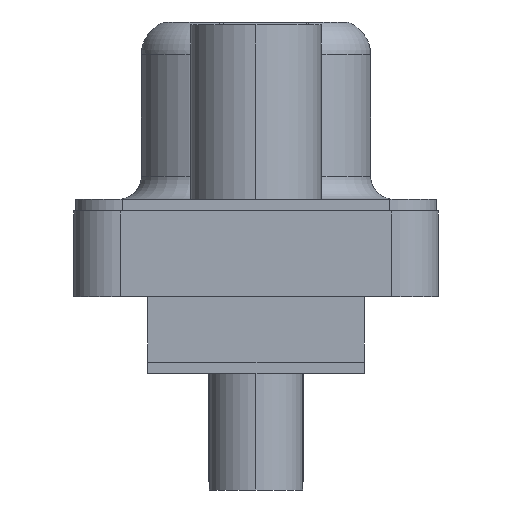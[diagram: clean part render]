
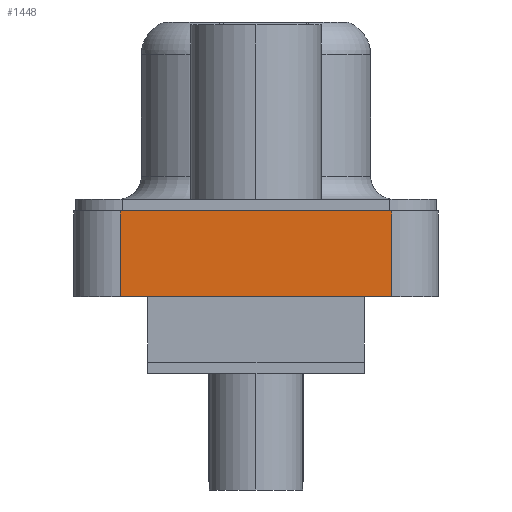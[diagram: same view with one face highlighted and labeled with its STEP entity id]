
A CAD part, left-side view. The second image highlights one B-rep face of the part: STEP entity #1448.
In plain terms, the highlighted planar face has unit normal (-1, 0, 0).
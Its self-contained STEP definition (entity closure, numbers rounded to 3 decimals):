
#494=CARTESIAN_POINT('',(-19.66,4.675,5.6));
#495=VERTEX_POINT('',#494);
#513=CARTESIAN_POINT('',(-19.66,4.675,2.65));
#514=VERTEX_POINT('',#513);
#522=CARTESIAN_POINT('',(-19.66,4.675,2.65));
#523=DIRECTION('',(0.0,0.0,1.0));
#524=VECTOR('',#523,2.95);
#525=LINE('',#522,#524);
#526=EDGE_CURVE('',#514,#495,#525,.T.);
#1399=CARTESIAN_POINT('',(-19.66,-4.675,5.6));
#1400=VERTEX_POINT('',#1399);
#1408=CARTESIAN_POINT('',(-19.66,-4.675,2.65));
#1409=VERTEX_POINT('',#1408);
#1410=CARTESIAN_POINT('',(-19.66,-4.675,2.65));
#1411=DIRECTION('',(0.0,0.0,1.0));
#1412=VECTOR('',#1411,2.95);
#1413=LINE('',#1410,#1412);
#1414=EDGE_CURVE('',#1409,#1400,#1413,.T.);
#1427=CARTESIAN_POINT('',(-19.66,-4.675,2.65));
#1428=DIRECTION('',(-1.0,0.0,0.0));
#1429=DIRECTION('',(0.0,0.0,1.0));
#1430=AXIS2_PLACEMENT_3D('',#1427,#1428,#1429);
#1431=PLANE('',#1430);
#1432=CARTESIAN_POINT('',(-19.66,-4.675,5.6));
#1433=DIRECTION('',(0.0,1.0,0.0));
#1434=VECTOR('',#1433,9.35);
#1435=LINE('',#1432,#1434);
#1436=EDGE_CURVE('',#1400,#495,#1435,.T.);
#1437=ORIENTED_EDGE('',*,*,#1436,.T.);
#1438=ORIENTED_EDGE('',*,*,#526,.F.);
#1439=CARTESIAN_POINT('',(-19.66,4.675,2.65));
#1440=DIRECTION('',(0.0,-1.0,0.0));
#1441=VECTOR('',#1440,9.35);
#1442=LINE('',#1439,#1441);
#1443=EDGE_CURVE('',#514,#1409,#1442,.T.);
#1444=ORIENTED_EDGE('',*,*,#1443,.T.);
#1445=ORIENTED_EDGE('',*,*,#1414,.T.);
#1446=EDGE_LOOP('',(#1437,#1438,#1444,#1445));
#1447=FACE_OUTER_BOUND('',#1446,.T.);
#1448=ADVANCED_FACE('',(#1447),#1431,.T.);
